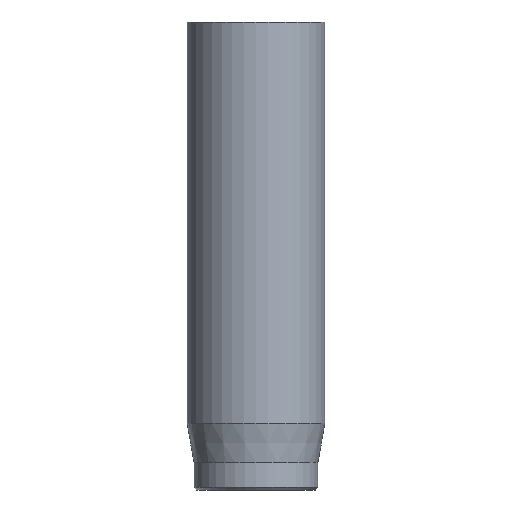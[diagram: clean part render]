
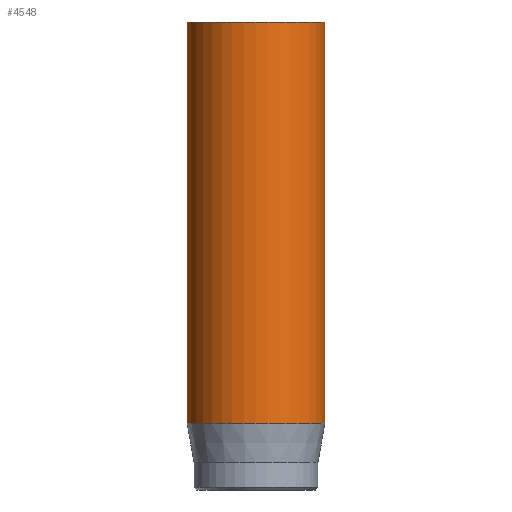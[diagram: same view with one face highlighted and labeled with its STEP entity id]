
A CAD part, front view. The second image highlights one B-rep face of the part: STEP entity #4548.
In plain terms, the highlighted cylindrical face has radius 2.5 mm (diameter 5 mm), a full revolution.
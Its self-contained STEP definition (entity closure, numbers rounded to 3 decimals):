
#32=CYLINDRICAL_SURFACE('',#4713,2.5);
#47=CIRCLE('',#4679,2.5);
#63=CIRCLE('',#4711,2.5);
#64=CIRCLE('',#4712,2.5);
#397=FACE_OUTER_BOUND('',#670,.T.);
#670=EDGE_LOOP('',(#4035,#4036,#4037,#4038,#4039));
#966=LINE('',#9010,#1268);
#1268=VECTOR('',#5187,2.5);
#2047=VERTEX_POINT('',#8948);
#2063=VERTEX_POINT('',#9004);
#2064=VERTEX_POINT('',#9005);
#2703=EDGE_CURVE('',#2047,#2047,#47,.T.);
#2727=EDGE_CURVE('',#2063,#2064,#63,.T.);
#2728=EDGE_CURVE('',#2064,#2063,#64,.T.);
#2730=EDGE_CURVE('',#2047,#2063,#966,.T.);
#4035=ORIENTED_EDGE('',*,*,#2703,.T.);
#4036=ORIENTED_EDGE('',*,*,#2730,.T.);
#4037=ORIENTED_EDGE('',*,*,#2727,.T.);
#4038=ORIENTED_EDGE('',*,*,#2728,.T.);
#4039=ORIENTED_EDGE('',*,*,#2730,.F.);
#4548=ADVANCED_FACE('',(#397),#32,.T.);
#4679=AXIS2_PLACEMENT_3D('',#8949,#5108,#5109);
#4711=AXIS2_PLACEMENT_3D('',#9006,#5180,#5181);
#4712=AXIS2_PLACEMENT_3D('',#9007,#5182,#5183);
#4713=AXIS2_PLACEMENT_3D('',#9009,#5185,#5186);
#5108=DIRECTION('center_axis',(0.,0.,-1.));
#5109=DIRECTION('ref_axis',(-1.,0.,0.));
#5180=DIRECTION('center_axis',(0.,0.,1.));
#5181=DIRECTION('ref_axis',(-1.,0.,0.));
#5182=DIRECTION('center_axis',(0.,0.,1.));
#5183=DIRECTION('ref_axis',(-1.,0.,0.));
#5185=DIRECTION('center_axis',(0.,0.,1.));
#5186=DIRECTION('ref_axis',(-1.,0.,0.));
#5187=DIRECTION('',(0.,0.,-1.));
#8948=CARTESIAN_POINT('',(2.5,0.,17.));
#8949=CARTESIAN_POINT('Origin',(0.,0.,17.));
#9004=CARTESIAN_POINT('',(2.5,0.,2.418));
#9005=CARTESIAN_POINT('',(-2.5,0.,2.418));
#9006=CARTESIAN_POINT('Origin',(0.,0.,2.418));
#9007=CARTESIAN_POINT('Origin',(0.,0.,2.418));
#9009=CARTESIAN_POINT('Origin',(0.,0.,0.));
#9010=CARTESIAN_POINT('',(2.5,0.,0.));
